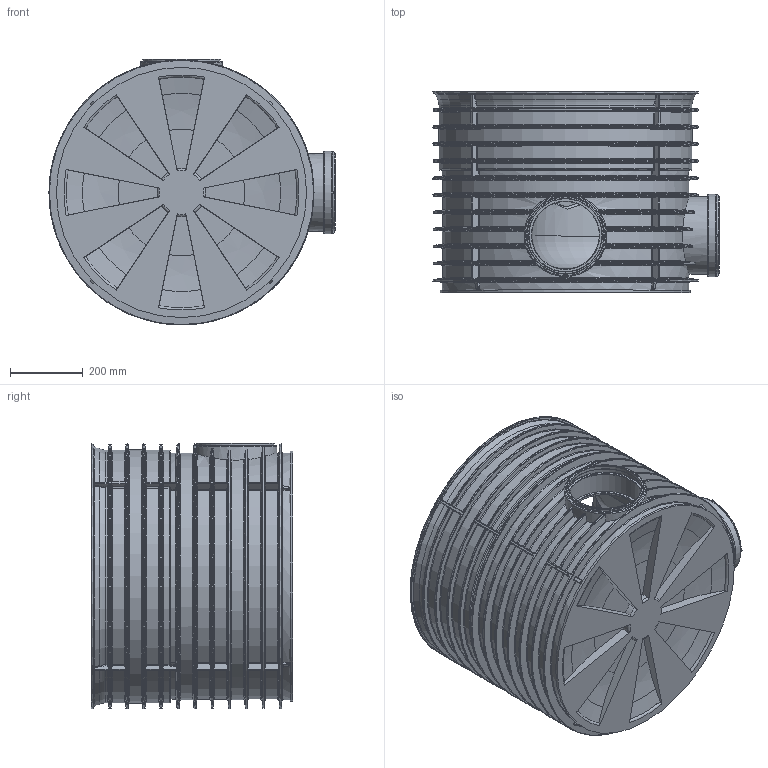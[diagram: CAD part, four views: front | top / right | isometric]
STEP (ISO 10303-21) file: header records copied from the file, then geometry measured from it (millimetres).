
FILE_DESCRIPTION(/* description */ (''),/* implementation_level */ '2;1');
FILE_NAME(/* name */ '661630z.stp',/* time_stamp */ '2024-12-17T13:03:59+01:00',/* author */ ('corinna'),/* organization */ (''),/* preprocessor_version */ 'ST-DEVELOPER v20',/* originating_system */ 'Autodesk Inventor 2024',/* authorisation */ '');
FILE_SCHEMA (('AUTOMOTIVE_DESIGN { 1 0 10303 214 3 1 1 }'));
Length unit declared in the file: millimetre
Products named in the file (3): 661630z; 661630 Schacht DN600 Boden; 661630 Schachtboden DN600 Grundkörper
Assembly tree (2 placements, depth 2):
  661630z
    661630 Schacht DN600 Boden
    661630 Schachtboden DN600 Grundkörper
Bounding box: 789 x 554.5 x 733.5 mm (x, y, z)
Volume: 24573519.2 mm3; surface area: 5583553.2 mm2
Topology: 2 solids, 2 shells, 1683 faces, 4312 edges, 2612 vertices
Faces by surface type: bspline 594, cylinder 277, torus 266, plane 251, sphere 158, cone 137
Full cylindrical faces by diameter (mm): 120 x1, 185 x1, 186.7 x1, 200 x1, 201.5 x4, 213.5 x1, 214.5 x1, 216 x2, 228 x1, 640 x1, 650 x1, 666 x2, 681 x2, 685 x1, 690 x1, 700 x1, 731 x4
Entity records: 70123 total; most frequent: CARTESIAN_POINT 33228, ORIENTED_EDGE 8520, DIRECTION 6697, EDGE_CURVE 4260, AXIS2_PLACEMENT_3D 3026, VERTEX_POINT 2612, CIRCLE 1918, EDGE_LOOP 1720
